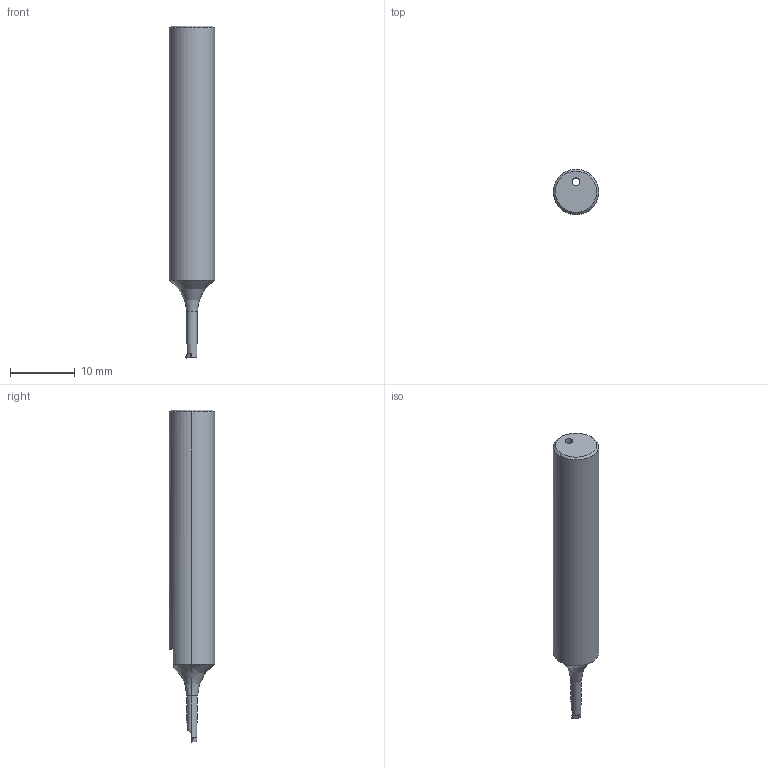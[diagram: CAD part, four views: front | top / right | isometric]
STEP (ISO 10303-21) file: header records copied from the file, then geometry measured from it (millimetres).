
FILE_DESCRIPTION(('no description'),'unknown implementation level');
FILE_NAME('CDC2F6B0-F66D-4029-B2BD-7FB0F67FD068_export.stp',' ',('CIMSOURCE GmbH'),('CADClick - KiM GmbH - www.kimweb.de'),'unknown preprocess','ACIS','unknown authorization');
FILE_SCHEMA(('automotive_design'));
Length unit declared in the file: millimetre
Products named in the file (1): NONE
Bounding box: 7 x 7 x 51.3 mm (x, y, z)
Volume: 1523.9 mm3; surface area: 1151.8 mm2
Topology: 1 solids, 1 shells, 25 faces, 60 edges, 37 vertices
Faces by surface type: cone 9, plane 8, cylinder 5, torus 2, bspline 1
Entity records: 1556 total; most frequent: CARTESIAN_POINT 290, STYLED_ITEM 123, PRESENTATION_STYLE_ASSIGNMENT 123, COLOUR_RGB 123, ORIENTED_EDGE 120, DIRECTION 111, EDGE_CURVE 60, CURVE_STYLE 60
